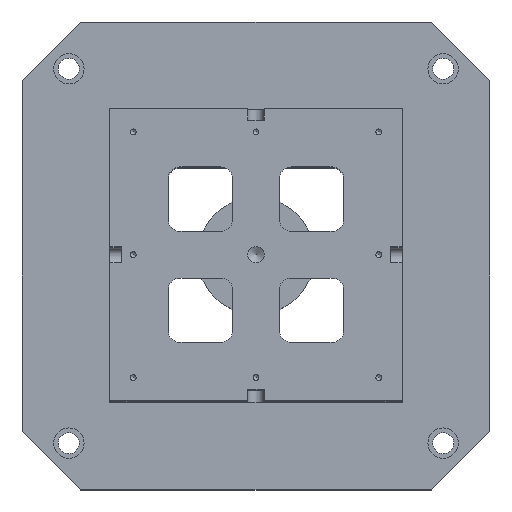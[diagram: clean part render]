
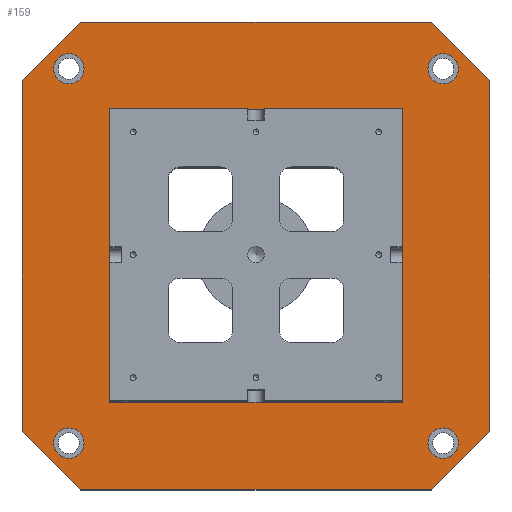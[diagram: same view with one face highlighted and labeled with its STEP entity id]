
A CAD part, top view. The second image highlights one B-rep face of the part: STEP entity #159.
In plain terms, the highlighted planar face has unit normal (0, 0, 1).
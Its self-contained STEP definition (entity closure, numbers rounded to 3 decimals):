
#159 = ADVANCED_FACE( '', ( #1102, #1103, #1104, #1105, #1106, #1107 ), #1108, .F. );
#1102 = FACE_BOUND( '', #2863, .T. );
#1103 = FACE_BOUND( '', #2864, .T. );
#1104 = FACE_BOUND( '', #2865, .T. );
#1105 = FACE_BOUND( '', #2866, .T. );
#1106 = FACE_OUTER_BOUND( '', #2867, .T. );
#1107 = FACE_BOUND( '', #2868, .T. );
#1108 = PLANE( '', #2869 );
#2863 = EDGE_LOOP( '', ( #5294 ) );
#2864 = EDGE_LOOP( '', ( #5295 ) );
#2865 = EDGE_LOOP( '', ( #5296 ) );
#2866 = EDGE_LOOP( '', ( #5297 ) );
#2867 = EDGE_LOOP( '', ( #5298, #5299, #5300, #5301, #5302, #5303, #5304, #5305 ) );
#2868 = EDGE_LOOP( '', ( #5306, #5307, #5308, #5309 ) );
#2869 = AXIS2_PLACEMENT_3D( '', #5310, #5311, #5312 );
#5294 = ORIENTED_EDGE( '', *, *, #11676, .T. );
#5295 = ORIENTED_EDGE( '', *, *, #11677, .T. );
#5296 = ORIENTED_EDGE( '', *, *, #11678, .T. );
#5297 = ORIENTED_EDGE( '', *, *, #11679, .T. );
#5298 = ORIENTED_EDGE( '', *, *, #11680, .T. );
#5299 = ORIENTED_EDGE( '', *, *, #11681, .T. );
#5300 = ORIENTED_EDGE( '', *, *, #11682, .T. );
#5301 = ORIENTED_EDGE( '', *, *, #11238, .T. );
#5302 = ORIENTED_EDGE( '', *, *, #11683, .T. );
#5303 = ORIENTED_EDGE( '', *, *, #11684, .T. );
#5304 = ORIENTED_EDGE( '', *, *, #11685, .T. );
#5305 = ORIENTED_EDGE( '', *, *, #11686, .T. );
#5306 = ORIENTED_EDGE( '', *, *, #11376, .F. );
#5307 = ORIENTED_EDGE( '', *, *, #11500, .F. );
#5308 = ORIENTED_EDGE( '', *, *, #11335, .F. );
#5309 = ORIENTED_EDGE( '', *, *, #11415, .F. );
#5310 = CARTESIAN_POINT( '', ( -200., 200., 50. ) );
#5311 = DIRECTION( '', ( 0., 0., -1. ) );
#5312 = DIRECTION( '', ( -1., 0., 0. ) );
#11238 = EDGE_CURVE( '', #13382, #13383, #13384, .F. );
#11335 = EDGE_CURVE( '', #13567, #13569, #13570, .T. );
#11376 = EDGE_CURVE( '', #13642, #13644, #13645, .T. );
#11415 = EDGE_CURVE( '', #13644, #13567, #13713, .T. );
#11500 = EDGE_CURVE( '', #13569, #13642, #13862, .T. );
#11676 = EDGE_CURVE( '', #14172, #14172, #14173, .T. );
#11677 = EDGE_CURVE( '', #14174, #14174, #14175, .T. );
#11678 = EDGE_CURVE( '', #14176, #14176, #14177, .T. );
#11679 = EDGE_CURVE( '', #14178, #14178, #14179, .T. );
#11680 = EDGE_CURVE( '', #14180, #14181, #14182, .T. );
#11681 = EDGE_CURVE( '', #14181, #14183, #14184, .F. );
#11682 = EDGE_CURVE( '', #14183, #13382, #14185, .T. );
#11683 = EDGE_CURVE( '', #13383, #14186, #14187, .T. );
#11684 = EDGE_CURVE( '', #14186, #14188, #14189, .F. );
#11685 = EDGE_CURVE( '', #14188, #14190, #14191, .T. );
#11686 = EDGE_CURVE( '', #14190, #14180, #14192, .F. );
#13382 = VERTEX_POINT( '', #16838 );
#13383 = VERTEX_POINT( '', #16839 );
#13384 = LINE( '', #16840, #16841 );
#13567 = VERTEX_POINT( '', #17092 );
#13569 = VERTEX_POINT( '', #17095 );
#13570 = LINE( '', #17096, #17097 );
#13642 = VERTEX_POINT( '', #17207 );
#13644 = VERTEX_POINT( '', #17210 );
#13645 = LINE( '', #17211, #17212 );
#13713 = LINE( '', #17317, #17318 );
#13862 = LINE( '', #17549, #17550 );
#14172 = VERTEX_POINT( '', #18035 );
#14173 = CIRCLE( '', #18036, 13. );
#14174 = VERTEX_POINT( '', #18037 );
#14175 = CIRCLE( '', #18038, 13. );
#14176 = VERTEX_POINT( '', #18039 );
#14177 = CIRCLE( '', #18040, 13. );
#14178 = VERTEX_POINT( '', #18041 );
#14179 = CIRCLE( '', #18042, 13. );
#14180 = VERTEX_POINT( '', #18043 );
#14181 = VERTEX_POINT( '', #18044 );
#14182 = LINE( '', #18045, #18046 );
#14183 = VERTEX_POINT( '', #18047 );
#14184 = LINE( '', #18048, #18049 );
#14185 = LINE( '', #18050, #18051 );
#14186 = VERTEX_POINT( '', #18052 );
#14187 = LINE( '', #18053, #18054 );
#14188 = VERTEX_POINT( '', #18055 );
#14189 = LINE( '', #18056, #18057 );
#14190 = VERTEX_POINT( '', #18058 );
#14191 = LINE( '', #18059, #18060 );
#14192 = LINE( '', #18061, #18062 );
#16838 = CARTESIAN_POINT( '', ( -200., -150., 50. ) );
#16839 = CARTESIAN_POINT( '', ( -150., -200., 50. ) );
#16840 = CARTESIAN_POINT( '', ( -150., -200., 50. ) );
#16841 = VECTOR( '', #22098, 1000. );
#17092 = CARTESIAN_POINT( '', ( 125., -125., 50. ) );
#17095 = CARTESIAN_POINT( '', ( 125., 125., 50. ) );
#17096 = CARTESIAN_POINT( '', ( 125., 200., 50. ) );
#17097 = VECTOR( '', #22249, 1000. );
#17207 = CARTESIAN_POINT( '', ( -125., 125., 50. ) );
#17210 = CARTESIAN_POINT( '', ( -125., -125., 50. ) );
#17211 = CARTESIAN_POINT( '', ( -125., 200., 50. ) );
#17212 = VECTOR( '', #22292, 1000. );
#17317 = CARTESIAN_POINT( '', ( -200., -125., 50. ) );
#17318 = VECTOR( '', #22333, 1000. );
#17549 = CARTESIAN_POINT( '', ( -200., 125., 50. ) );
#17550 = VECTOR( '', #22422, 1000. );
#18035 = CARTESIAN_POINT( '', ( -160., -173., 50. ) );
#18036 = AXIS2_PLACEMENT_3D( '', #22598, #22599, #22600 );
#18037 = CARTESIAN_POINT( '', ( 160., -173., 50. ) );
#18038 = AXIS2_PLACEMENT_3D( '', #22601, #22602, #22603 );
#18039 = CARTESIAN_POINT( '', ( 160., 147., 50. ) );
#18040 = AXIS2_PLACEMENT_3D( '', #22604, #22605, #22606 );
#18041 = CARTESIAN_POINT( '', ( -160., 147., 50. ) );
#18042 = AXIS2_PLACEMENT_3D( '', #22607, #22608, #22609 );
#18043 = CARTESIAN_POINT( '', ( 150., 200., 50. ) );
#18044 = CARTESIAN_POINT( '', ( -150., 200., 50. ) );
#18045 = CARTESIAN_POINT( '', ( 200., 200., 50. ) );
#18046 = VECTOR( '', #22610, 1000. );
#18047 = CARTESIAN_POINT( '', ( -200., 150., 50. ) );
#18048 = CARTESIAN_POINT( '', ( -200., 150., 50. ) );
#18049 = VECTOR( '', #22611, 1000. );
#18050 = CARTESIAN_POINT( '', ( -200., 200., 50. ) );
#18051 = VECTOR( '', #22612, 1000. );
#18052 = CARTESIAN_POINT( '', ( 150., -200., 50. ) );
#18053 = CARTESIAN_POINT( '', ( -200., -200., 50. ) );
#18054 = VECTOR( '', #22613, 1000. );
#18055 = CARTESIAN_POINT( '', ( 200., -150., 50. ) );
#18056 = CARTESIAN_POINT( '', ( 200., -150., 50. ) );
#18057 = VECTOR( '', #22614, 1000. );
#18058 = CARTESIAN_POINT( '', ( 200., 150., 50. ) );
#18059 = CARTESIAN_POINT( '', ( 200., -200., 50. ) );
#18060 = VECTOR( '', #22615, 1000. );
#18061 = CARTESIAN_POINT( '', ( 150., 200., 50. ) );
#18062 = VECTOR( '', #22616, 1000. );
#22098 = DIRECTION( '', ( -0.707, 0.707, 0. ) );
#22249 = DIRECTION( '', ( 0., 1., 0. ) );
#22292 = DIRECTION( '', ( 0., -1., 0. ) );
#22333 = DIRECTION( '', ( 1., 0., 0. ) );
#22422 = DIRECTION( '', ( -1., 0., 0. ) );
#22598 = CARTESIAN_POINT( '', ( -160., -160., 50. ) );
#22599 = DIRECTION( '', ( 0., 0., -1. ) );
#22600 = DIRECTION( '', ( 0., -1., 0. ) );
#22601 = CARTESIAN_POINT( '', ( 160., -160., 50. ) );
#22602 = DIRECTION( '', ( 0., 0., -1. ) );
#22603 = DIRECTION( '', ( 0., -1., 0. ) );
#22604 = CARTESIAN_POINT( '', ( 160., 160., 50. ) );
#22605 = DIRECTION( '', ( 0., 0., -1. ) );
#22606 = DIRECTION( '', ( 0., -1., 0. ) );
#22607 = CARTESIAN_POINT( '', ( -160., 160., 50. ) );
#22608 = DIRECTION( '', ( 0., 0., -1. ) );
#22609 = DIRECTION( '', ( 0., -1., 0. ) );
#22610 = DIRECTION( '', ( -1., 0., 0. ) );
#22611 = DIRECTION( '', ( 0.707, 0.707, 0. ) );
#22612 = DIRECTION( '', ( 0., -1., 0. ) );
#22613 = DIRECTION( '', ( 1., 0., 0. ) );
#22614 = DIRECTION( '', ( -0.707, -0.707, 0. ) );
#22615 = DIRECTION( '', ( 0., 1., 0. ) );
#22616 = DIRECTION( '', ( 0.707, -0.707, 0. ) );
